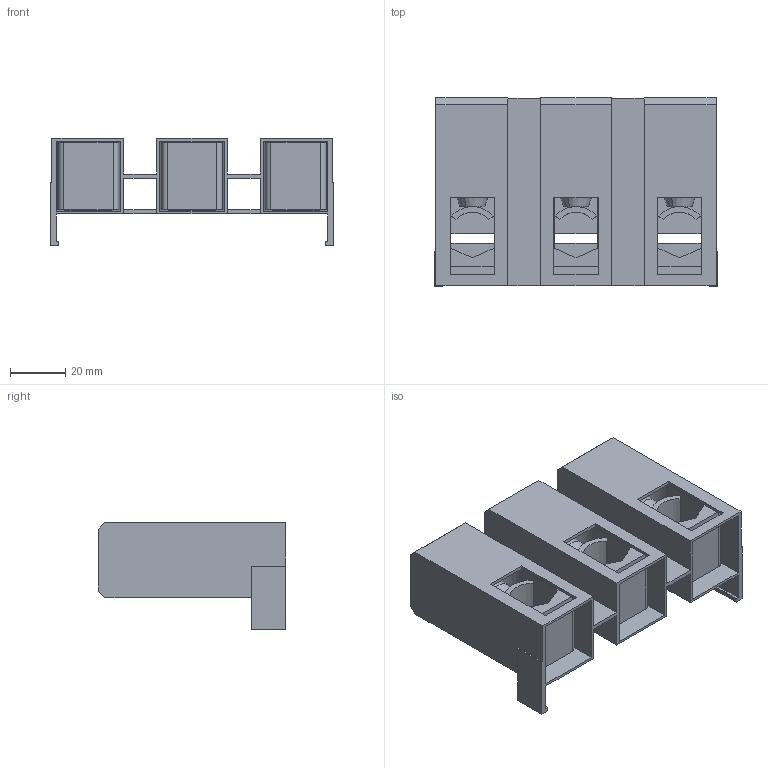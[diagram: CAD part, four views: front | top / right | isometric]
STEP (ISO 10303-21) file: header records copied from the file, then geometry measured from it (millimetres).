
FILE_DESCRIPTION((''),'2;1');
FILE_NAME('TB150_ASM','2021-07-22T',('marketing.praksa'),('Audax d.o.o.'),'CREO PARAMETRIC BY PTC INC, 2017480','CREO PARAMETRIC BY PTC INC, 2017480','');
FILE_SCHEMA(('AUTOMOTIVE_DESIGN { 1 0 10303 214 1 1 1 1 }'));
Length unit declared in the file: metre
Products named in the file (12): TB150_1_1; TB150_2; TB150_3; TB150_4; TB150_5; TB150_6; TB150_7; TB150_8; TB150_9; TB150_10; ETI_LOGO; TB150_ASM
Assembly tree (11 placements, depth 2):
  TB150_ASM
    TB150_1_1
    TB150_2
    TB150_3
    TB150_4
    TB150_5
    TB150_6
    TB150_7
    TB150_8
    TB150_9
    TB150_10
    ETI_LOGO
Bounding box: 102.4 x 68 x 38.9 mm (x, y, z)
Volume: 74277.7 mm3; surface area: 69941.9 mm2
Topology: 13 solids, 13 shells, 334 faces, 888 edges, 582 vertices
Faces by surface type: plane 211, cylinder 99, cone 24
Entity records: 17263 total; most frequent: CARTESIAN_POINT 2839, ORIENTED_EDGE 1764, DIRECTION 1761, PRESENTATION_STYLE_ASSIGNMENT 1229, STYLED_ITEM 1229, CURVE_STYLE 882, EDGE_CURVE 882, VECTOR 645
